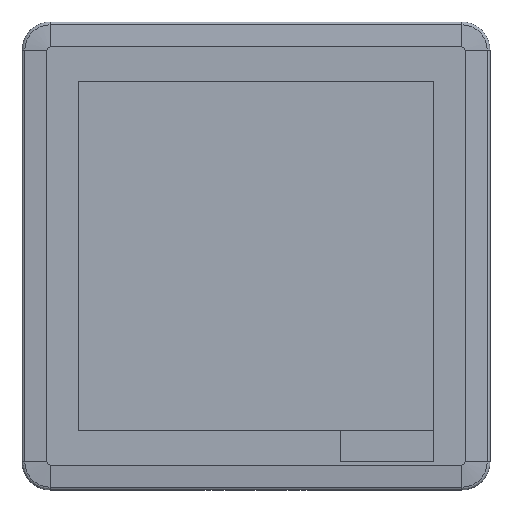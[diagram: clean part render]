
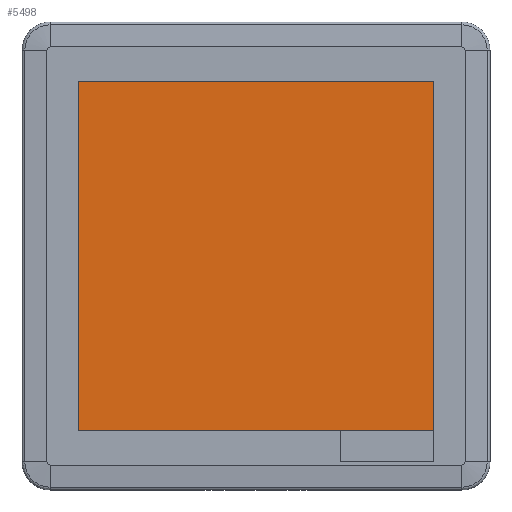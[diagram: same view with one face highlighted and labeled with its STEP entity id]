
A CAD part, front view. The second image highlights one B-rep face of the part: STEP entity #5498.
In plain terms, the highlighted planar face has unit normal (0, -1, 0).
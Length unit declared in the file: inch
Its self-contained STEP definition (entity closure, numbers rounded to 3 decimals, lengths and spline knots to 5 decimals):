
#45 = VERTEX_POINT ( 'NONE', #2986 ) ;
#149 = VERTEX_POINT ( 'NONE', #6781 ) ;
#191 = CARTESIAN_POINT ( 'NONE',  ( -2.24409, -1.57511, 2.24803 ) ) ;
#330 = DIRECTION ( 'NONE',  ( 0., 0., 1. ) ) ;
#632 = VERTEX_POINT ( 'NONE', #191 ) ;
#720 = DIRECTION ( 'NONE',  ( 1., 0., 0. ) ) ;
#966 = LINE ( 'NONE', #2188, #4636 ) ;
#1217 = ORIENTED_EDGE ( 'NONE', *, *, #2248, .T. ) ;
#1261 = VECTOR ( 'NONE', #4836, 39.37008 ) ;
#1276 = ORIENTED_EDGE ( 'NONE', *, *, #1581, .T. ) ;
#1282 = ORIENTED_EDGE ( 'NONE', *, *, #3968, .T. ) ;
#1355 = DIRECTION ( 'NONE',  ( 0., -1., 0. ) ) ;
#1450 = ORIENTED_EDGE ( 'NONE', *, *, #1543, .T. ) ;
#1543 = EDGE_CURVE ( 'NONE', #632, #5330, #1630, .T. ) ;
#1581 = EDGE_CURVE ( 'NONE', #3112, #632, #4286, .T. ) ;
#1630 = LINE ( 'NONE', #4245, #1261 ) ;
#1950 = EDGE_CURVE ( 'NONE', #149, #3112, #966, .T. ) ;
#2040 = CARTESIAN_POINT ( 'NONE',  ( -2.24409, -1.57511, -2.16142 ) ) ;
#2188 = CARTESIAN_POINT ( 'NONE',  ( 2.24409, -1.57511, -2.16142 ) ) ;
#2209 = VECTOR ( 'NONE', #2933, 39.37008 ) ;
#2248 = EDGE_CURVE ( 'NONE', #5330, #45, #7815, .T. ) ;
#2291 = CARTESIAN_POINT ( 'NONE',  ( -2.24409, -1.57511, -2.16142 ) ) ;
#2339 = VECTOR ( 'NONE', #720, 39.37008 ) ;
#2933 = DIRECTION ( 'NONE',  ( -1., 0., 0. ) ) ;
#2986 = CARTESIAN_POINT ( 'NONE',  ( 1.06299, -1.57511, -2.16142 ) ) ;
#3112 = VERTEX_POINT ( 'NONE', #4675 ) ;
#3687 = CARTESIAN_POINT ( 'NONE',  ( -2.24409, -1.57511, 2.24803 ) ) ;
#3846 = CARTESIAN_POINT ( 'NONE',  ( -2.24409, -1.57511, -2.16142 ) ) ;
#3968 = EDGE_CURVE ( 'NONE', #45, #149, #8333, .T. ) ;
#4245 = CARTESIAN_POINT ( 'NONE',  ( -2.24409, -1.57511, -2.16142 ) ) ;
#4286 = LINE ( 'NONE', #3687, #2209 ) ;
#4633 = CARTESIAN_POINT ( 'NONE',  ( -2.24409, -1.57511, -2.16142 ) ) ;
#4636 = VECTOR ( 'NONE', #330, 39.37008 ) ;
#4675 = CARTESIAN_POINT ( 'NONE',  ( 2.24409, -1.57511, 2.24803 ) ) ;
#4724 = ORIENTED_EDGE ( 'NONE', *, *, #1950, .T. ) ;
#4836 = DIRECTION ( 'NONE',  ( 0., 0., -1. ) ) ;
#5209 = DIRECTION ( 'NONE',  ( 1., 0., 0. ) ) ;
#5238 = PLANE ( 'NONE',  #7051 ) ;
#5330 = VERTEX_POINT ( 'NONE', #2291 ) ;
#5498 = ADVANCED_FACE ( 'NONE', ( #5821 ), #5238, .T. ) ;
#5821 = FACE_OUTER_BOUND ( 'NONE', #6286, .T. ) ;
#6286 = EDGE_LOOP ( 'NONE', ( #1276, #1450, #1217, #1282, #4724 ) ) ;
#6781 = CARTESIAN_POINT ( 'NONE',  ( 2.24409, -1.57511, -2.16142 ) ) ;
#7051 = AXIS2_PLACEMENT_3D ( 'NONE', #3846, #1355, #7807 ) ;
#7176 = VECTOR ( 'NONE', #5209, 39.37008 ) ;
#7807 = DIRECTION ( 'NONE',  ( 0., 0., -1. ) ) ;
#7815 = LINE ( 'NONE', #2040, #7176 ) ;
#8333 = LINE ( 'NONE', #4633, #2339 ) ;
